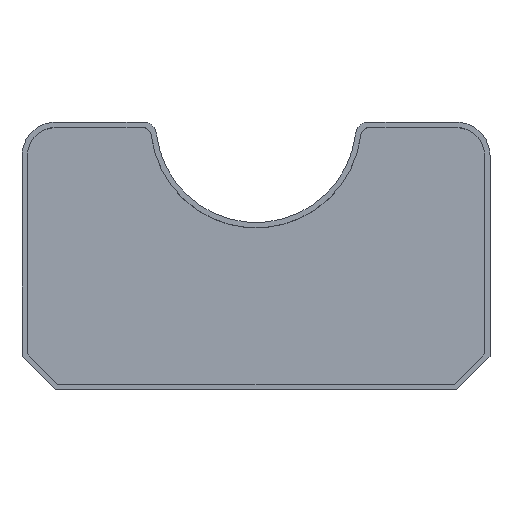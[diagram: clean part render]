
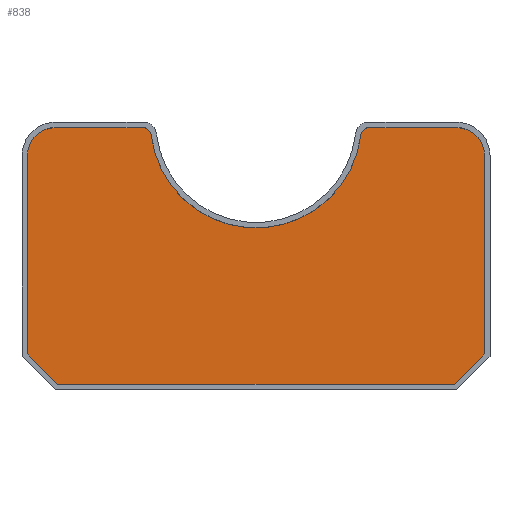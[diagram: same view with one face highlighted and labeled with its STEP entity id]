
A CAD part, top view. The second image highlights one B-rep face of the part: STEP entity #838.
In plain terms, the highlighted planar face has unit normal (0, 0, 1).
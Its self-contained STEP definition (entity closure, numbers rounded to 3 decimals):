
#216=CARTESIAN_POINT('',(0.,200.,8.));
#217=DIRECTION('',(0.,0.,1.));
#218=DIRECTION('',(-0.993,-0.118,0.));
#219=AXIS2_PLACEMENT_3D('',#216,#217,#218);
#245=DIRECTION('',(-1.,0.,0.));
#246=VECTOR('',#245,593.373);
#247=CARTESIAN_POINT('',(296.686,-192.,8.));
#248=LINE('',#247,#246);
#265=DIRECTION('',(0.707,-0.707,0.));
#266=VECTOR('',#265,64.083);
#267=CARTESIAN_POINT('',(-342.,-146.686,8.));
#268=LINE('',#267,#266);
#269=DIRECTION('',(0.,-1.,0.));
#270=VECTOR('',#269,296.686);
#271=CARTESIAN_POINT('',(-342.,150.,8.));
#272=LINE('',#271,#270);
#273=CARTESIAN_POINT('',(-300.,150.,8.));
#274=DIRECTION('',(0.,0.,1.));
#275=DIRECTION('',(0.,1.,0.));
#276=AXIS2_PLACEMENT_3D('',#273,#274,#275);
#278=DIRECTION('',(-1.,0.,0.));
#279=VECTOR('',#278,131.181);
#280=CARTESIAN_POINT('',(-168.819,192.,8.));
#281=LINE('',#280,#279);
#282=CARTESIAN_POINT('',(-168.819,180.,8.));
#283=DIRECTION('',(0.,0.,1.));
#284=DIRECTION('',(0.993,0.118,0.));
#285=AXIS2_PLACEMENT_3D('',#282,#283,#284);
#287=CARTESIAN_POINT('',(168.819,180.,8.));
#288=DIRECTION('',(0.,0.,-1.));
#289=DIRECTION('',(-0.993,0.118,0.));
#290=AXIS2_PLACEMENT_3D('',#287,#288,#289);
#292=DIRECTION('',(1.,0.,0.));
#293=VECTOR('',#292,131.181);
#294=CARTESIAN_POINT('',(168.819,192.,8.));
#295=LINE('',#294,#293);
#296=CARTESIAN_POINT('',(300.,150.,8.));
#297=DIRECTION('',(0.,0.,-1.));
#298=DIRECTION('',(0.,1.,0.));
#299=AXIS2_PLACEMENT_3D('',#296,#297,#298);
#301=DIRECTION('',(0.,-1.,0.));
#302=VECTOR('',#301,296.686);
#303=CARTESIAN_POINT('',(342.,150.,8.));
#304=LINE('',#303,#302);
#305=DIRECTION('',(-0.707,-0.707,0.));
#306=VECTOR('',#305,64.083);
#307=CARTESIAN_POINT('',(342.,-146.686,8.));
#308=LINE('',#307,#306);
#357=CARTESIAN_POINT('',(-168.819,192.,8.));
#358=CARTESIAN_POINT('',(-300.,192.,8.));
#359=VERTEX_POINT('',#357);
#360=VERTEX_POINT('',#358);
#361=CARTESIAN_POINT('',(-342.,150.,8.));
#362=VERTEX_POINT('',#361);
#363=CARTESIAN_POINT('',(-342.,-146.686,8.));
#364=VERTEX_POINT('',#363);
#365=CARTESIAN_POINT('',(-296.686,-192.,8.));
#366=VERTEX_POINT('',#365);
#367=CARTESIAN_POINT('',(168.819,192.,8.));
#368=CARTESIAN_POINT('',(300.,192.,8.));
#369=VERTEX_POINT('',#367);
#370=VERTEX_POINT('',#368);
#371=CARTESIAN_POINT('',(342.,150.,8.));
#372=VERTEX_POINT('',#371);
#373=CARTESIAN_POINT('',(342.,-146.686,8.));
#374=VERTEX_POINT('',#373);
#375=CARTESIAN_POINT('',(296.686,-192.,8.));
#376=VERTEX_POINT('',#375);
#377=CARTESIAN_POINT('',(-156.903,181.412,8.));
#378=VERTEX_POINT('',#377);
#379=CARTESIAN_POINT('',(156.903,181.412,8.));
#380=VERTEX_POINT('',#379);
#819=CARTESIAN_POINT('',(0.,0.,8.));
#820=DIRECTION('',(0.,0.,1.));
#821=DIRECTION('',(1.,0.,0.));
#822=AXIS2_PLACEMENT_3D('',#819,#820,#821);
#823=PLANE('',#822);
#824=ORIENTED_EDGE('',*,*,#772,.T.);
#825=ORIENTED_EDGE('',*,*,#786,.F.);
#826=ORIENTED_EDGE('',*,*,#800,.F.);
#827=ORIENTED_EDGE('',*,*,#813,.F.);
#828=ORIENTED_EDGE('',*,*,#659,.F.);
#829=ORIENTED_EDGE('',*,*,#674,.F.);
#830=ORIENTED_EDGE('',*,*,#688,.T.);
#831=ORIENTED_EDGE('',*,*,#702,.T.);
#832=ORIENTED_EDGE('',*,*,#716,.T.);
#833=ORIENTED_EDGE('',*,*,#730,.T.);
#834=ORIENTED_EDGE('',*,*,#744,.T.);
#835=ORIENTED_EDGE('',*,*,#758,.T.);
#836=EDGE_LOOP('',(#824,#825,#826,#827,#828,#829,#830,#831,#832,#833,#834,
#835));
#837=FACE_OUTER_BOUND('',#836,.F.);
#838=ADVANCED_FACE('',(#837),#823,.T.);
#220=CIRCLE('',#219,158.);
#277=CIRCLE('',#276,42.);
#286=CIRCLE('',#285,12.);
#291=CIRCLE('',#290,12.);
#300=CIRCLE('',#299,42.);
#659=EDGE_CURVE('',#359,#360,#281,.T.);
#674=EDGE_CURVE('',#378,#359,#286,.T.);
#688=EDGE_CURVE('',#378,#380,#220,.T.);
#702=EDGE_CURVE('',#380,#369,#291,.T.);
#716=EDGE_CURVE('',#369,#370,#295,.T.);
#730=EDGE_CURVE('',#370,#372,#300,.T.);
#744=EDGE_CURVE('',#372,#374,#304,.T.);
#758=EDGE_CURVE('',#374,#376,#308,.T.);
#772=EDGE_CURVE('',#376,#366,#248,.T.);
#786=EDGE_CURVE('',#364,#366,#268,.T.);
#800=EDGE_CURVE('',#362,#364,#272,.T.);
#813=EDGE_CURVE('',#360,#362,#277,.T.);
